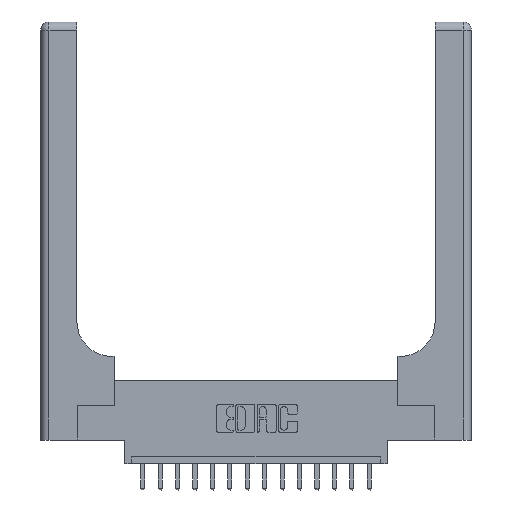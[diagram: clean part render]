
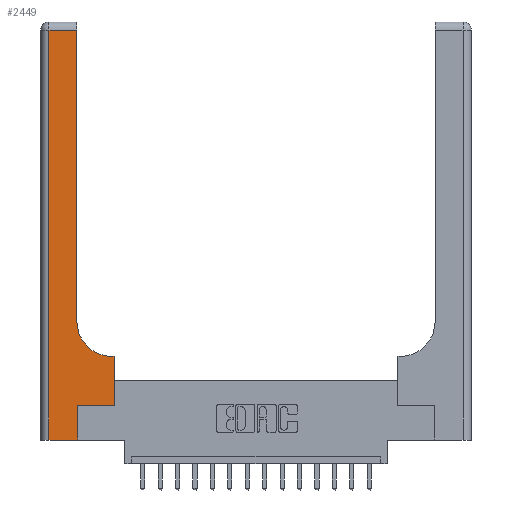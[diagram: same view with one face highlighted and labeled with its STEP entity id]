
A CAD part, top view. The second image highlights one B-rep face of the part: STEP entity #2449.
In plain terms, the highlighted planar face has unit normal (0, 0, 1).
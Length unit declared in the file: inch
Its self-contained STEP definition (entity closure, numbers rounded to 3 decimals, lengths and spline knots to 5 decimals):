
#322 = ORIENTED_EDGE ( 'NONE', *, *, #14240, .T. ) ;
#565 = CARTESIAN_POINT ( 'NONE',  ( 0.06, 2.94, 0.37 ) ) ;
#1310 = ORIENTED_EDGE ( 'NONE', *, *, #2048, .T. ) ;
#1487 = DIRECTION ( 'NONE',  ( 0., 1., 0. ) ) ;
#1899 = AXIS2_PLACEMENT_3D ( 'NONE', #9617, #2080, #6801 ) ;
#2016 = VECTOR ( 'NONE', #7901, 39.37008 ) ;
#2048 = EDGE_CURVE ( 'NONE', #17705, #3302, #8283, .T. ) ;
#2080 = DIRECTION ( 'NONE',  ( 0., 0., -1. ) ) ;
#2238 = CARTESIAN_POINT ( 'NONE',  ( 0.528, 0.25, 0.37 ) ) ;
#2449 = ADVANCED_FACE ( 'NONE', ( #8267 ), #12505, .F. ) ;
#2760 = CARTESIAN_POINT ( 'NONE',  ( 0.528, 0.6, 0.37 ) ) ;
#2834 = CARTESIAN_POINT ( 'NONE',  ( 0.06, 3., 0.37 ) ) ;
#3302 = VERTEX_POINT ( 'NONE', #8140 ) ;
#3574 = VERTEX_POINT ( 'NONE', #10048 ) ;
#3663 = CARTESIAN_POINT ( 'NONE',  ( 0., 0., 0.37 ) ) ;
#4075 = VERTEX_POINT ( 'NONE', #565 ) ;
#4087 = EDGE_CURVE ( 'NONE', #12624, #17542, #11880, .T. ) ;
#4335 = ORIENTED_EDGE ( 'NONE', *, *, #6222, .T. ) ;
#4404 = VECTOR ( 'NONE', #6098, 39.37008 ) ;
#5040 = LINE ( 'NONE', #6424, #2016 ) ;
#5217 = VERTEX_POINT ( 'NONE', #11970 ) ;
#5336 = CARTESIAN_POINT ( 'NONE',  ( 0.26, 2.94, 0.37 ) ) ;
#6072 = EDGE_CURVE ( 'NONE', #4075, #5217, #6118, .T. ) ;
#6098 = DIRECTION ( 'NONE',  ( -1., 0., 0. ) ) ;
#6118 = LINE ( 'NONE', #2834, #15016 ) ;
#6173 = AXIS2_PLACEMENT_3D ( 'NONE', #8760, #12997, #14286 ) ;
#6222 = EDGE_CURVE ( 'NONE', #3574, #17643, #6814, .T. ) ;
#6424 = CARTESIAN_POINT ( 'NONE',  ( 0.265, 0.25, 0.37 ) ) ;
#6801 = DIRECTION ( 'NONE',  ( -1., 0., 0. ) ) ;
#6814 = CIRCLE ( 'NONE', #6173, 0.25 ) ;
#7152 = CARTESIAN_POINT ( 'NONE',  ( 0.265, 0., 0.37 ) ) ;
#7205 = CARTESIAN_POINT ( 'NONE',  ( 0.26, 3., 0.37 ) ) ;
#7901 = DIRECTION ( 'NONE',  ( 1., 0., 0. ) ) ;
#8140 = CARTESIAN_POINT ( 'NONE',  ( 0.265, 0.25, 0.37 ) ) ;
#8267 = FACE_OUTER_BOUND ( 'NONE', #15261, .T. ) ;
#8283 = LINE ( 'NONE', #12596, #14506 ) ;
#8521 = VECTOR ( 'NONE', #11593, 39.37008 ) ;
#8524 = DIRECTION ( 'NONE',  ( 0., -1., 0. ) ) ;
#8656 = CARTESIAN_POINT ( 'NONE',  ( 0., 2.94, 0.37 ) ) ;
#8709 = ORIENTED_EDGE ( 'NONE', *, *, #11419, .T. ) ;
#8760 = CARTESIAN_POINT ( 'NONE',  ( 0.51, 0.85, 0.37 ) ) ;
#8857 = CARTESIAN_POINT ( 'NONE',  ( 0.26, 0.6, 0.37 ) ) ;
#9143 = ORIENTED_EDGE ( 'NONE', *, *, #15129, .T. ) ;
#9617 = CARTESIAN_POINT ( 'NONE',  ( 0., 3., 0.37 ) ) ;
#9922 = ORIENTED_EDGE ( 'NONE', *, *, #17295, .T. ) ;
#10048 = CARTESIAN_POINT ( 'NONE',  ( 0.51, 0.6, 0.37 ) ) ;
#10604 = LINE ( 'NONE', #3663, #11150 ) ;
#10710 = ORIENTED_EDGE ( 'NONE', *, *, #6072, .T. ) ;
#11096 = EDGE_CURVE ( 'NONE', #5217, #17705, #10604, .T. ) ;
#11150 = VECTOR ( 'NONE', #12117, 39.37008 ) ;
#11419 = EDGE_CURVE ( 'NONE', #17643, #12823, #17343, .T. ) ;
#11593 = DIRECTION ( 'NONE',  ( -1., 0., 0. ) ) ;
#11880 = LINE ( 'NONE', #14716, #12900 ) ;
#11970 = CARTESIAN_POINT ( 'NONE',  ( 0.06, 0., 0.37 ) ) ;
#12117 = DIRECTION ( 'NONE',  ( 1., 0., 0. ) ) ;
#12505 = PLANE ( 'NONE',  #1899 ) ;
#12596 = CARTESIAN_POINT ( 'NONE',  ( 0.265, 0., 0.37 ) ) ;
#12624 = VERTEX_POINT ( 'NONE', #2238 ) ;
#12801 = LINE ( 'NONE', #8656, #8521 ) ;
#12823 = VERTEX_POINT ( 'NONE', #5336 ) ;
#12900 = VECTOR ( 'NONE', #13343, 39.37008 ) ;
#12997 = DIRECTION ( 'NONE',  ( 0., 0., -1. ) ) ;
#13179 = LINE ( 'NONE', #8857, #4404 ) ;
#13240 = VECTOR ( 'NONE', #17070, 39.37008 ) ;
#13343 = DIRECTION ( 'NONE',  ( 0., 1., 0. ) ) ;
#14240 = EDGE_CURVE ( 'NONE', #12823, #4075, #12801, .T. ) ;
#14286 = DIRECTION ( 'NONE',  ( 1., 0., 0. ) ) ;
#14506 = VECTOR ( 'NONE', #1487, 39.37008 ) ;
#14716 = CARTESIAN_POINT ( 'NONE',  ( 0.528, 0.25, 0.37 ) ) ;
#15016 = VECTOR ( 'NONE', #8524, 39.37008 ) ;
#15129 = EDGE_CURVE ( 'NONE', #17542, #3574, #13179, .T. ) ;
#15159 = ORIENTED_EDGE ( 'NONE', *, *, #4087, .T. ) ;
#15261 = EDGE_LOOP ( 'NONE', ( #8709, #322, #10710, #17024, #1310, #9922, #15159, #9143, #4335 ) ) ;
#15700 = CARTESIAN_POINT ( 'NONE',  ( 0.26, 0.85, 0.37 ) ) ;
#17024 = ORIENTED_EDGE ( 'NONE', *, *, #11096, .T. ) ;
#17070 = DIRECTION ( 'NONE',  ( 0., 1., 0. ) ) ;
#17295 = EDGE_CURVE ( 'NONE', #3302, #12624, #5040, .T. ) ;
#17343 = LINE ( 'NONE', #7205, #13240 ) ;
#17542 = VERTEX_POINT ( 'NONE', #2760 ) ;
#17643 = VERTEX_POINT ( 'NONE', #15700 ) ;
#17705 = VERTEX_POINT ( 'NONE', #7152 ) ;
